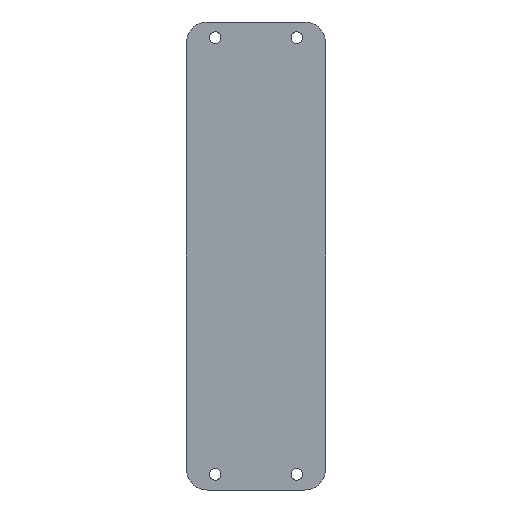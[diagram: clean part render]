
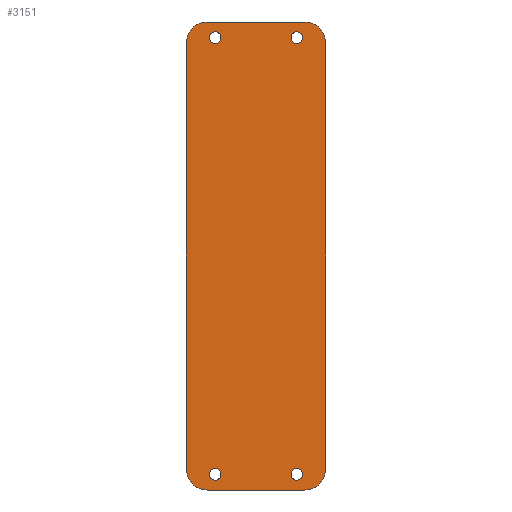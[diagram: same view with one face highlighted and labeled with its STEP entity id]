
A CAD part, front view. The second image highlights one B-rep face of the part: STEP entity #3151.
In plain terms, the highlighted face is planar.
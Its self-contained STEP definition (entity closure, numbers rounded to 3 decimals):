
#2928=CIRCLE('',#11826,12.);
#2933=CIRCLE('',#11844,3.35);
#2934=CIRCLE('',#11845,3.35);
#2935=CIRCLE('',#11846,12.);
#2936=CIRCLE('',#11847,12.);
#2937=CIRCLE('',#11848,12.);
#2938=CIRCLE('',#11849,3.35);
#2939=CIRCLE('',#11850,3.35);
#3151=ADVANCED_FACE('',(#3627,#3628,#3629,#3630,#3631),#3398,.T.);
#3398=PLANE('',#11851);
#3627=FACE_BOUND('',#3787,.T.);
#3628=FACE_BOUND('',#3788,.T.);
#3629=FACE_BOUND('',#3789,.T.);
#3630=FACE_BOUND('',#3790,.T.);
#3631=FACE_BOUND('',#3791,.T.);
#3787=EDGE_LOOP('',(#4221));
#3788=EDGE_LOOP('',(#4222));
#3789=EDGE_LOOP('',(#4223,#4224,#4225,#4226,#4227,#4228,#4229,#4230));
#3790=EDGE_LOOP('',(#4231));
#3791=EDGE_LOOP('',(#4232));
#4221=ORIENTED_EDGE('',*,*,#7409,.T.);
#4222=ORIENTED_EDGE('',*,*,#7410,.T.);
#4223=ORIENTED_EDGE('',*,*,#7322,.T.);
#4224=ORIENTED_EDGE('',*,*,#7344,.T.);
#4225=ORIENTED_EDGE('',*,*,#7411,.T.);
#4226=ORIENTED_EDGE('',*,*,#7412,.T.);
#4227=ORIENTED_EDGE('',*,*,#7413,.T.);
#4228=ORIENTED_EDGE('',*,*,#7414,.T.);
#4229=ORIENTED_EDGE('',*,*,#7390,.T.);
#4230=ORIENTED_EDGE('',*,*,#7415,.T.);
#4231=ORIENTED_EDGE('',*,*,#7416,.T.);
#4232=ORIENTED_EDGE('',*,*,#7417,.T.);
#5876=VERTEX_POINT('',#13898);
#5877=VERTEX_POINT('',#13900);
#5897=VERTEX_POINT('',#13944);
#5933=VERTEX_POINT('',#14039);
#5934=VERTEX_POINT('',#14040);
#5949=VERTEX_POINT('',#14075);
#5950=VERTEX_POINT('',#14077);
#5951=VERTEX_POINT('',#14079);
#5952=VERTEX_POINT('',#14081);
#5953=VERTEX_POINT('',#14083);
#5954=VERTEX_POINT('',#14087);
#5955=VERTEX_POINT('',#14089);
#7322=EDGE_CURVE('',#5877,#5876,#8844,.T.);
#7344=EDGE_CURVE('',#5876,#5897,#2928,.T.);
#7390=EDGE_CURVE('',#5933,#5934,#8906,.T.);
#7409=EDGE_CURVE('',#5949,#5949,#2933,.T.);
#7410=EDGE_CURVE('',#5950,#5950,#2934,.T.);
#7411=EDGE_CURVE('',#5897,#5951,#8925,.T.);
#7412=EDGE_CURVE('',#5951,#5952,#2935,.T.);
#7413=EDGE_CURVE('',#5952,#5953,#8926,.T.);
#7414=EDGE_CURVE('',#5953,#5933,#2936,.T.);
#7415=EDGE_CURVE('',#5934,#5877,#2937,.T.);
#7416=EDGE_CURVE('',#5954,#5954,#2938,.T.);
#7417=EDGE_CURVE('',#5955,#5955,#2939,.T.);
#8844=LINE('',#13899,#10054);
#8906=LINE('',#14038,#10116);
#8925=LINE('',#14078,#10135);
#8926=LINE('',#14082,#10136);
#10054=VECTOR('',#12119,1.);
#10116=VECTOR('',#12223,1.);
#10135=VECTOR('',#12248,1.);
#10136=VECTOR('',#12251,1.);
#11826=AXIS2_PLACEMENT_3D('',#13945,#12148,#12149);
#11844=AXIS2_PLACEMENT_3D('',#14074,#12244,#12245);
#11845=AXIS2_PLACEMENT_3D('',#14076,#12246,#12247);
#11846=AXIS2_PLACEMENT_3D('',#14080,#12249,#12250);
#11847=AXIS2_PLACEMENT_3D('',#14084,#12252,#12253);
#11848=AXIS2_PLACEMENT_3D('',#14085,#12254,#12255);
#11849=AXIS2_PLACEMENT_3D('',#14086,#12256,#12257);
#11850=AXIS2_PLACEMENT_3D('',#14088,#12258,#12259);
#11851=AXIS2_PLACEMENT_3D('',#14090,#12260,#12261);
#12119=DIRECTION('',(0.,-1.,0.));
#12148=DIRECTION('',(0.,0.,1.));
#12149=DIRECTION('',(-1.,0.,0.));
#12223=DIRECTION('',(-1.,0.,0.));
#12244=DIRECTION('',(0.,0.,-1.));
#12245=DIRECTION('',(-1.,0.,0.));
#12246=DIRECTION('',(0.,0.,-1.));
#12247=DIRECTION('',(-1.,0.,0.));
#12248=DIRECTION('',(1.,0.,0.));
#12249=DIRECTION('',(0.,0.,1.));
#12250=DIRECTION('',(-1.,0.,0.));
#12251=DIRECTION('',(0.,1.,0.));
#12252=DIRECTION('',(0.,0.,1.));
#12253=DIRECTION('',(-1.,0.,0.));
#12254=DIRECTION('',(0.,0.,1.));
#12255=DIRECTION('',(-1.,0.,0.));
#12256=DIRECTION('',(0.,0.,-1.));
#12257=DIRECTION('',(-1.,0.,0.));
#12258=DIRECTION('',(0.,0.,-1.));
#12259=DIRECTION('',(-1.,0.,0.));
#12260=DIRECTION('',(0.,0.,1.));
#12261=DIRECTION('',(1.,0.,0.));
#13898=CARTESIAN_POINT('',(0.,12.,0.));
#13899=CARTESIAN_POINT('',(0.,80.,0.));
#13900=CARTESIAN_POINT('',(0.,68.,0.));
#13944=CARTESIAN_POINT('',(12.,0.,0.));
#13945=CARTESIAN_POINT('',(12.,12.,0.));
#14038=CARTESIAN_POINT('',(269.,80.,0.));
#14039=CARTESIAN_POINT('',(257.,80.,0.));
#14040=CARTESIAN_POINT('',(12.,80.,0.));
#14074=CARTESIAN_POINT('',(260.,16.5,0.));
#14075=CARTESIAN_POINT('',(256.65,16.5,0.));
#14076=CARTESIAN_POINT('',(9.,63.5,0.));
#14077=CARTESIAN_POINT('',(5.65,63.5,0.));
#14078=CARTESIAN_POINT('',(0.,0.,0.));
#14079=CARTESIAN_POINT('',(257.,0.,0.));
#14080=CARTESIAN_POINT('',(257.,12.,0.));
#14081=CARTESIAN_POINT('',(269.,12.,0.));
#14082=CARTESIAN_POINT('',(269.,0.,0.));
#14083=CARTESIAN_POINT('',(269.,68.,0.));
#14084=CARTESIAN_POINT('',(257.,68.,0.));
#14085=CARTESIAN_POINT('',(12.,68.,0.));
#14086=CARTESIAN_POINT('',(9.,16.5,0.));
#14087=CARTESIAN_POINT('',(5.65,16.5,0.));
#14088=CARTESIAN_POINT('',(260.,63.5,0.));
#14089=CARTESIAN_POINT('',(256.65,63.5,0.));
#14090=CARTESIAN_POINT('',(134.5,40.,0.));
